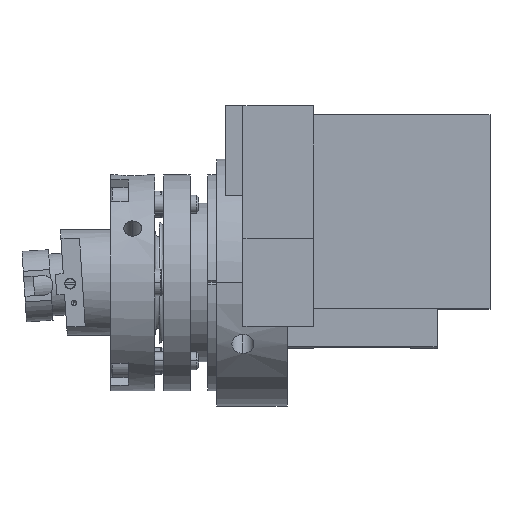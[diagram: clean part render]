
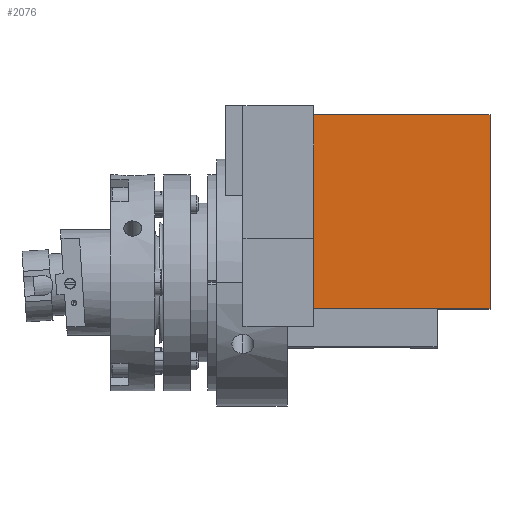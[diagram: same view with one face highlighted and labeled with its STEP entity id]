
A CAD part, top view. The second image highlights one B-rep face of the part: STEP entity #2076.
In plain terms, the highlighted planar face has unit normal (0, 0, 1).
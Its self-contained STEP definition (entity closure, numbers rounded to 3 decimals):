
#2043 = VERTEX_POINT('',#2044);
#2044 = CARTESIAN_POINT('',(18.5,-3.,14.));
#2050 = EDGE_CURVE('',#2051,#2043,#2053,.T.);
#2051 = VERTEX_POINT('',#2052);
#2052 = CARTESIAN_POINT('',(-1.5,-3.,14.));
#2053 = LINE('',#2054,#2055);
#2054 = CARTESIAN_POINT('',(-1.5,-3.,14.));
#2055 = VECTOR('',#2056,1.);
#2056 = DIRECTION('',(1.,0.,0.));
#2076 = ADVANCED_FACE('',(#2077),#2102,.F.);
#2077 = FACE_BOUND('',#2078,.T.);
#2078 = EDGE_LOOP('',(#2079,#2087,#2095,#2101));
#2079 = ORIENTED_EDGE('',*,*,#2080,.T.);
#2080 = EDGE_CURVE('',#2043,#2081,#2083,.T.);
#2081 = VERTEX_POINT('',#2082);
#2082 = CARTESIAN_POINT('',(18.5,19.,14.));
#2083 = LINE('',#2084,#2085);
#2084 = CARTESIAN_POINT('',(18.5,-3.,14.));
#2085 = VECTOR('',#2086,1.);
#2086 = DIRECTION('',(0.,1.,0.));
#2087 = ORIENTED_EDGE('',*,*,#2088,.F.);
#2088 = EDGE_CURVE('',#2089,#2081,#2091,.T.);
#2089 = VERTEX_POINT('',#2090);
#2090 = CARTESIAN_POINT('',(-1.5,19.,14.));
#2091 = LINE('',#2092,#2093);
#2092 = CARTESIAN_POINT('',(-1.5,19.,14.));
#2093 = VECTOR('',#2094,1.);
#2094 = DIRECTION('',(1.,0.,0.));
#2095 = ORIENTED_EDGE('',*,*,#2096,.F.);
#2096 = EDGE_CURVE('',#2051,#2089,#2097,.T.);
#2097 = LINE('',#2098,#2099);
#2098 = CARTESIAN_POINT('',(-1.5,-3.,14.));
#2099 = VECTOR('',#2100,1.);
#2100 = DIRECTION('',(0.,1.,0.));
#2101 = ORIENTED_EDGE('',*,*,#2050,.T.);
#2102 = PLANE('',#2103);
#2103 = AXIS2_PLACEMENT_3D('',#2104,#2105,#2106);
#2104 = CARTESIAN_POINT('',(-1.5,-3.,14.));
#2105 = DIRECTION('',(0.,0.,-1.));
#2106 = DIRECTION('',(0.,-1.,0.));
